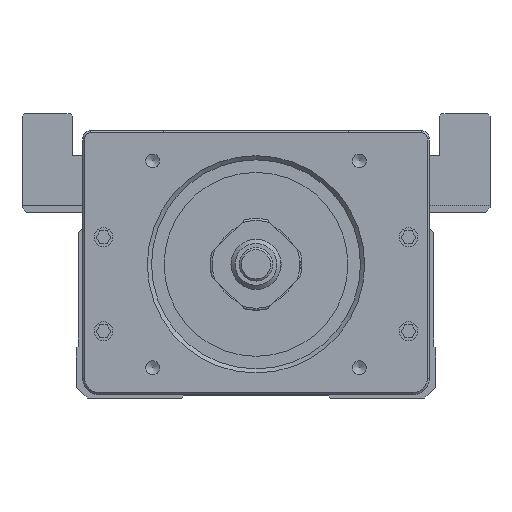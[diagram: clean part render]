
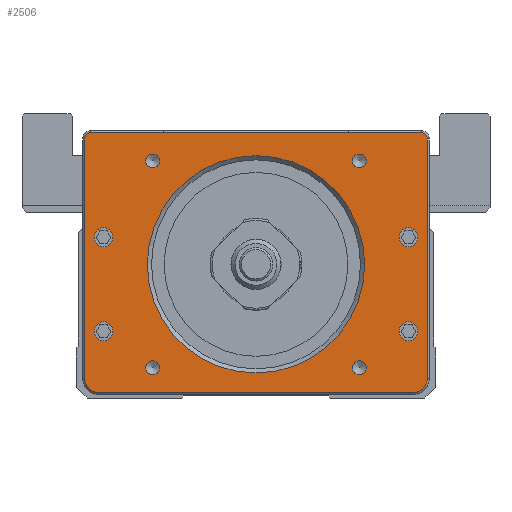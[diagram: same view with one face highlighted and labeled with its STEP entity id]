
A CAD part, front view. The second image highlights one B-rep face of the part: STEP entity #2506.
In plain terms, the highlighted planar face has unit normal (0, -1, 0).
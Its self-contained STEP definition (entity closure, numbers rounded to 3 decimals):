
#489=PLANE('',#30292);
#1624=FACE_BOUND('',#5900,.T.);
#1625=FACE_BOUND('',#5901,.T.);
#1626=FACE_BOUND('',#5902,.T.);
#1627=FACE_BOUND('',#5903,.T.);
#1628=FACE_BOUND('',#5904,.T.);
#1629=FACE_BOUND('',#5905,.T.);
#1630=FACE_BOUND('',#5906,.T.);
#1631=FACE_BOUND('',#5907,.T.);
#1632=FACE_BOUND('',#5908,.T.);
#1633=FACE_BOUND('',#5909,.T.);
#2506=ADVANCED_FACE('',(#1624,#1625,#1626,#1627,#1628,#1629,#1630,#1631,
#1632,#1633),#489,.F.);
#5900=EDGE_LOOP('',(#9567));
#5901=EDGE_LOOP('',(#9568));
#5902=EDGE_LOOP('',(#9569));
#5903=EDGE_LOOP('',(#9570));
#5904=EDGE_LOOP('',(#9571));
#5905=EDGE_LOOP('',(#9572,#9573,#9574,#9575,#9576,#9577,#9578,#9579));
#5906=EDGE_LOOP('',(#9580));
#5907=EDGE_LOOP('',(#9581));
#5908=EDGE_LOOP('',(#9582));
#5909=EDGE_LOOP('',(#9583));
#8042=CIRCLE('',#30279,26.);
#8043=CIRCLE('',#30280,1.65);
#8044=CIRCLE('',#30281,1.65);
#8045=CIRCLE('',#30282,1.65);
#8046=CIRCLE('',#30283,1.65);
#8047=CIRCLE('',#30284,1.5);
#8048=CIRCLE('',#30285,1.5);
#8049=CIRCLE('',#30286,3.5);
#8050=CIRCLE('',#30287,3.5);
#8051=CIRCLE('',#30288,2.25);
#8052=CIRCLE('',#30289,2.25);
#8053=CIRCLE('',#30290,2.25);
#8054=CIRCLE('',#30291,2.25);
#9567=ORIENTED_EDGE('',*,*,#20475,.T.);
#9568=ORIENTED_EDGE('',*,*,#20476,.T.);
#9569=ORIENTED_EDGE('',*,*,#20477,.T.);
#9570=ORIENTED_EDGE('',*,*,#20478,.T.);
#9571=ORIENTED_EDGE('',*,*,#20479,.T.);
#9572=ORIENTED_EDGE('',*,*,#20480,.T.);
#9573=ORIENTED_EDGE('',*,*,#20481,.T.);
#9574=ORIENTED_EDGE('',*,*,#20482,.T.);
#9575=ORIENTED_EDGE('',*,*,#20483,.T.);
#9576=ORIENTED_EDGE('',*,*,#20484,.T.);
#9577=ORIENTED_EDGE('',*,*,#20485,.T.);
#9578=ORIENTED_EDGE('',*,*,#20486,.T.);
#9579=ORIENTED_EDGE('',*,*,#20487,.T.);
#9580=ORIENTED_EDGE('',*,*,#20488,.T.);
#9581=ORIENTED_EDGE('',*,*,#20489,.T.);
#9582=ORIENTED_EDGE('',*,*,#20490,.T.);
#9583=ORIENTED_EDGE('',*,*,#20491,.T.);
#17616=VERTEX_POINT('',#41889);
#17617=VERTEX_POINT('',#41891);
#17618=VERTEX_POINT('',#41893);
#17619=VERTEX_POINT('',#41895);
#17620=VERTEX_POINT('',#41897);
#17621=VERTEX_POINT('',#41899);
#17622=VERTEX_POINT('',#41900);
#17623=VERTEX_POINT('',#41902);
#17624=VERTEX_POINT('',#41904);
#17625=VERTEX_POINT('',#41906);
#17626=VERTEX_POINT('',#41908);
#17627=VERTEX_POINT('',#41910);
#17628=VERTEX_POINT('',#41912);
#17629=VERTEX_POINT('',#41915);
#17630=VERTEX_POINT('',#41917);
#17631=VERTEX_POINT('',#41919);
#17632=VERTEX_POINT('',#41921);
#20475=EDGE_CURVE('',#17616,#17616,#8042,.T.);
#20476=EDGE_CURVE('',#17617,#17617,#8043,.T.);
#20477=EDGE_CURVE('',#17618,#17618,#8044,.T.);
#20478=EDGE_CURVE('',#17619,#17619,#8045,.T.);
#20479=EDGE_CURVE('',#17620,#17620,#8046,.T.);
#20480=EDGE_CURVE('',#17621,#17622,#24457,.T.);
#20481=EDGE_CURVE('',#17622,#17623,#8047,.T.);
#20482=EDGE_CURVE('',#17623,#17624,#24458,.T.);
#20483=EDGE_CURVE('',#17624,#17625,#8048,.T.);
#20484=EDGE_CURVE('',#17625,#17626,#24459,.T.);
#20485=EDGE_CURVE('',#17626,#17627,#8049,.T.);
#20486=EDGE_CURVE('',#17627,#17628,#24460,.T.);
#20487=EDGE_CURVE('',#17628,#17621,#8050,.T.);
#20488=EDGE_CURVE('',#17629,#17629,#8051,.T.);
#20489=EDGE_CURVE('',#17630,#17630,#8052,.T.);
#20490=EDGE_CURVE('',#17631,#17631,#8053,.T.);
#20491=EDGE_CURVE('',#17632,#17632,#8054,.T.);
#24457=LINE('',#41898,#27428);
#24458=LINE('',#41903,#27429);
#24459=LINE('',#41907,#27430);
#24460=LINE('',#41911,#27431);
#27428=VECTOR('',#33319,1.);
#27429=VECTOR('',#33322,1.);
#27430=VECTOR('',#33325,1.);
#27431=VECTOR('',#33328,1.);
#30279=AXIS2_PLACEMENT_3D('',#41888,#33309,#33310);
#30280=AXIS2_PLACEMENT_3D('',#41890,#33311,#33312);
#30281=AXIS2_PLACEMENT_3D('',#41892,#33313,#33314);
#30282=AXIS2_PLACEMENT_3D('',#41894,#33315,#33316);
#30283=AXIS2_PLACEMENT_3D('',#41896,#33317,#33318);
#30284=AXIS2_PLACEMENT_3D('',#41901,#33320,#33321);
#30285=AXIS2_PLACEMENT_3D('',#41905,#33323,#33324);
#30286=AXIS2_PLACEMENT_3D('',#41909,#33326,#33327);
#30287=AXIS2_PLACEMENT_3D('',#41913,#33329,#33330);
#30288=AXIS2_PLACEMENT_3D('',#41914,#33331,#33332);
#30289=AXIS2_PLACEMENT_3D('',#41916,#33333,#33334);
#30290=AXIS2_PLACEMENT_3D('',#41918,#33335,#33336);
#30291=AXIS2_PLACEMENT_3D('',#41920,#33337,#33338);
#30292=AXIS2_PLACEMENT_3D('',#41922,#33339,#33340);
#33309=DIRECTION('',(0.,1.,0.));
#33310=DIRECTION('',(0.,0.,1.));
#33311=DIRECTION('',(0.,1.,0.));
#33312=DIRECTION('',(0.,0.,1.));
#33313=DIRECTION('',(0.,1.,0.));
#33314=DIRECTION('',(0.,0.,1.));
#33315=DIRECTION('',(0.,1.,0.));
#33316=DIRECTION('',(0.,0.,1.));
#33317=DIRECTION('',(0.,1.,0.));
#33318=DIRECTION('',(0.,0.,1.));
#33319=DIRECTION('',(0.,0.,1.));
#33320=DIRECTION('',(0.,-1.,0.));
#33321=DIRECTION('',(0.,0.,1.));
#33322=DIRECTION('',(-1.,0.,0.));
#33323=DIRECTION('',(0.,-1.,0.));
#33324=DIRECTION('',(0.,0.,1.));
#33325=DIRECTION('',(0.,0.,-1.));
#33326=DIRECTION('',(0.,-1.,0.));
#33327=DIRECTION('',(0.,0.,1.));
#33328=DIRECTION('',(1.,0.,0.));
#33329=DIRECTION('',(0.,-1.,0.));
#33330=DIRECTION('',(0.,0.,1.));
#33331=DIRECTION('',(0.,1.,0.));
#33332=DIRECTION('',(0.,0.,1.));
#33333=DIRECTION('',(0.,1.,0.));
#33334=DIRECTION('',(0.,0.,1.));
#33335=DIRECTION('',(0.,1.,0.));
#33336=DIRECTION('',(0.,0.,1.));
#33337=DIRECTION('',(0.,1.,0.));
#33338=DIRECTION('',(0.,0.,1.));
#33339=DIRECTION('',(0.,1.,0.));
#33340=DIRECTION('',(0.,0.,-1.));
#41888=CARTESIAN_POINT('',(0.,-236.633,32.));
#41889=CARTESIAN_POINT('',(0.,-236.633,58.));
#41890=CARTESIAN_POINT('',(-24.749,-236.633,56.749));
#41891=CARTESIAN_POINT('',(-24.749,-236.633,58.399));
#41892=CARTESIAN_POINT('',(-24.749,-236.633,7.251));
#41893=CARTESIAN_POINT('',(-24.749,-236.633,8.901));
#41894=CARTESIAN_POINT('',(24.749,-236.633,7.251));
#41895=CARTESIAN_POINT('',(24.749,-236.633,8.901));
#41896=CARTESIAN_POINT('',(24.749,-236.633,56.749));
#41897=CARTESIAN_POINT('',(24.749,-236.633,58.399));
#41898=CARTESIAN_POINT('',(41.,-236.633,60.));
#41899=CARTESIAN_POINT('',(41.,-236.633,4.8));
#41900=CARTESIAN_POINT('',(41.,-236.633,62.));
#41901=CARTESIAN_POINT('',(39.5,-236.633,62.));
#41902=CARTESIAN_POINT('',(39.5,-236.633,63.5));
#41903=CARTESIAN_POINT('',(39.,-236.633,63.5));
#41904=CARTESIAN_POINT('',(-39.5,-236.633,63.5));
#41905=CARTESIAN_POINT('',(-39.5,-236.633,62.));
#41906=CARTESIAN_POINT('',(-41.,-236.633,62.));
#41907=CARTESIAN_POINT('',(-41.,-236.633,60.));
#41908=CARTESIAN_POINT('',(-41.,-236.633,4.8));
#41909=CARTESIAN_POINT('',(-37.5,-236.633,4.8));
#41910=CARTESIAN_POINT('',(-37.5,-236.633,1.3));
#41911=CARTESIAN_POINT('',(39.,-236.633,1.3));
#41912=CARTESIAN_POINT('',(37.5,-236.633,1.3));
#41913=CARTESIAN_POINT('',(37.5,-236.633,4.8));
#41914=CARTESIAN_POINT('',(-36.5,-236.633,38.5));
#41915=CARTESIAN_POINT('',(-36.5,-236.633,40.75));
#41916=CARTESIAN_POINT('',(-36.5,-236.633,16.));
#41917=CARTESIAN_POINT('',(-36.5,-236.633,18.25));
#41918=CARTESIAN_POINT('',(36.5,-236.633,38.5));
#41919=CARTESIAN_POINT('',(36.5,-236.633,40.75));
#41920=CARTESIAN_POINT('',(36.5,-236.633,16.));
#41921=CARTESIAN_POINT('',(36.5,-236.633,18.25));
#41922=CARTESIAN_POINT('',(39.,-236.633,60.));
